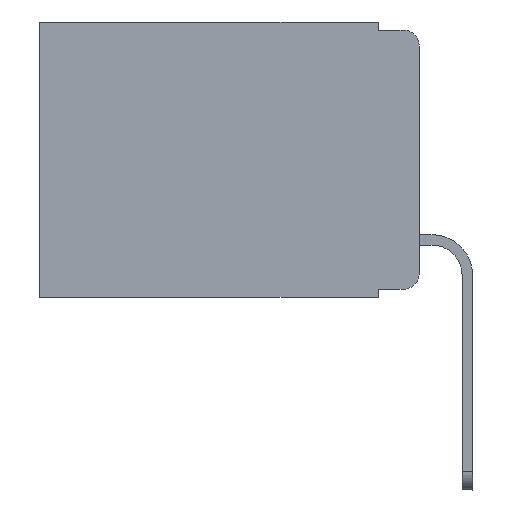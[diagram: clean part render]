
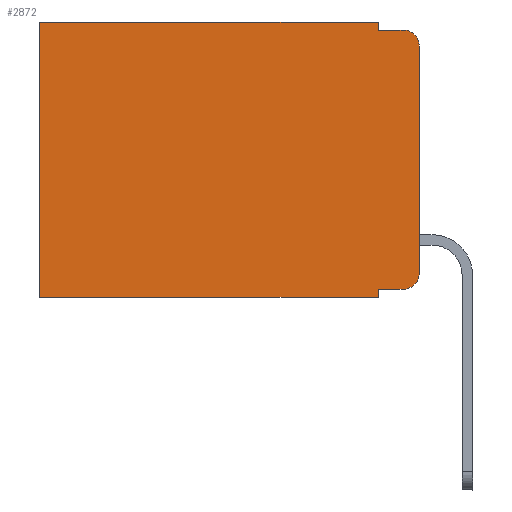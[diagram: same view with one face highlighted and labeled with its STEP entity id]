
A CAD part, left-side view. The second image highlights one B-rep face of the part: STEP entity #2872.
In plain terms, the highlighted planar face has unit normal (-1, 0, 0).
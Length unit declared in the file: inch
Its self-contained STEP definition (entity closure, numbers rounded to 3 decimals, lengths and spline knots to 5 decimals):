
#29 = CARTESIAN_POINT ( 'NONE',  ( 0.298, 0.02, -0.313 ) ) ;
#49 = DIRECTION ( 'NONE',  ( 0., 0., -1. ) ) ;
#80 = VECTOR ( 'NONE', #2211, 39.37008 ) ;
#305 = DIRECTION ( 'NONE',  ( -1., 0., 0. ) ) ;
#403 = DIRECTION ( 'NONE',  ( 0., 0., -1. ) ) ;
#627 = EDGE_CURVE ( 'NONE', #9239, #8482, #5044, .T. ) ;
#876 = CARTESIAN_POINT ( 'NONE',  ( 0.298, 0.473, -0.343 ) ) ;
#976 = ORIENTED_EDGE ( 'NONE', *, *, #9014, .F. ) ;
#991 = ORIENTED_EDGE ( 'NONE', *, *, #5901, .F. ) ;
#1057 = CARTESIAN_POINT ( 'NONE',  ( 0.298, 0.051, -0.343 ) ) ;
#1366 = CARTESIAN_POINT ( 'NONE',  ( 0.298, 0.051, 0. ) ) ;
#1665 = ORIENTED_EDGE ( 'NONE', *, *, #627, .T. ) ;
#1734 = ORIENTED_EDGE ( 'NONE', *, *, #2682, .T. ) ;
#1774 = EDGE_LOOP ( 'NONE', ( #991, #4166, #7743, #10365, #1734, #1665, #976, #10151, #3314, #12072 ) ) ;
#2025 = VERTEX_POINT ( 'NONE', #9493 ) ;
#2030 = CARTESIAN_POINT ( 'NONE',  ( 0.298, 0., -0.343 ) ) ;
#2211 = DIRECTION ( 'NONE',  ( 0., 0., -1. ) ) ;
#2324 = DIRECTION ( 'NONE',  ( 0., -1., 0. ) ) ;
#2373 = CARTESIAN_POINT ( 'NONE',  ( 0.298, 0.02, -0.333 ) ) ;
#2682 = EDGE_CURVE ( 'NONE', #7227, #9239, #10569, .T. ) ;
#2775 = AXIS2_PLACEMENT_3D ( 'NONE', #29, #8648, #9777 ) ;
#2872 = ADVANCED_FACE ( 'NONE', ( #10290 ), #7469, .F. ) ;
#3061 = EDGE_CURVE ( 'NONE', #2025, #7447, #6969, .T. ) ;
#3314 = ORIENTED_EDGE ( 'NONE', *, *, #10507, .T. ) ;
#3350 = VERTEX_POINT ( 'NONE', #10156 ) ;
#3546 = CARTESIAN_POINT ( 'NONE',  ( 0.298, 0.02, -0.01 ) ) ;
#3769 = DIRECTION ( 'NONE',  ( 0., 1., 0. ) ) ;
#3923 = AXIS2_PLACEMENT_3D ( 'NONE', #8804, #305, #8676 ) ;
#4120 = VECTOR ( 'NONE', #8358, 39.37008 ) ;
#4166 = ORIENTED_EDGE ( 'NONE', *, *, #8210, .T. ) ;
#4193 = LINE ( 'NONE', #9593, #8677 ) ;
#4455 = VECTOR ( 'NONE', #403, 39.37008 ) ;
#4481 = VERTEX_POINT ( 'NONE', #9156 ) ;
#4703 = EDGE_CURVE ( 'NONE', #6578, #11198, #4193, .T. ) ;
#4794 = CARTESIAN_POINT ( 'NONE',  ( 0.298, 0., 0. ) ) ;
#5044 = LINE ( 'NONE', #6857, #80 ) ;
#5743 = CARTESIAN_POINT ( 'NONE',  ( 0.298, 0.051, 0. ) ) ;
#5901 = EDGE_CURVE ( 'NONE', #3350, #4481, #9529, .T. ) ;
#5978 = CIRCLE ( 'NONE', #2775, 0.02 ) ;
#6578 = VERTEX_POINT ( 'NONE', #11635 ) ;
#6857 = CARTESIAN_POINT ( 'NONE',  ( 0.298, 0.473, 0. ) ) ;
#6926 = LINE ( 'NONE', #5743, #11781 ) ;
#6969 = LINE ( 'NONE', #7955, #4455 ) ;
#7029 = CARTESIAN_POINT ( 'NONE',  ( 0.298, 0.051, -0.333 ) ) ;
#7227 = VERTEX_POINT ( 'NONE', #1366 ) ;
#7412 = DIRECTION ( 'NONE',  ( 1., 0., 0. ) ) ;
#7447 = VERTEX_POINT ( 'NONE', #1057 ) ;
#7469 = PLANE ( 'NONE',  #7842 ) ;
#7743 = ORIENTED_EDGE ( 'NONE', *, *, #4703, .F. ) ;
#7842 = AXIS2_PLACEMENT_3D ( 'NONE', #8919, #7412, #9925 ) ;
#7896 = CARTESIAN_POINT ( 'NONE',  ( 0.298, 0.473, 0. ) ) ;
#7950 = VECTOR ( 'NONE', #9618, 39.37008 ) ;
#7955 = CARTESIAN_POINT ( 'NONE',  ( 0.298, 0.051, 0. ) ) ;
#8009 = DIRECTION ( 'NONE',  ( 0., -1., 0. ) ) ;
#8172 = VECTOR ( 'NONE', #2324, 39.37008 ) ;
#8210 = EDGE_CURVE ( 'NONE', #3350, #11198, #10922, .T. ) ;
#8358 = DIRECTION ( 'NONE',  ( 0., 0., -1. ) ) ;
#8482 = VERTEX_POINT ( 'NONE', #876 ) ;
#8648 = DIRECTION ( 'NONE',  ( -1., 0., 0. ) ) ;
#8676 = DIRECTION ( 'NONE',  ( 0., 0., -1. ) ) ;
#8677 = VECTOR ( 'NONE', #8009, 39.37008 ) ;
#8741 = CARTESIAN_POINT ( 'NONE',  ( 0.298, 0., 0. ) ) ;
#8769 = LINE ( 'NONE', #2030, #11733 ) ;
#8804 = CARTESIAN_POINT ( 'NONE',  ( 0.298, 0.02, -0.03 ) ) ;
#8919 = CARTESIAN_POINT ( 'NONE',  ( 0.298, 0., 0. ) ) ;
#9014 = EDGE_CURVE ( 'NONE', #7447, #8482, #8769, .T. ) ;
#9156 = CARTESIAN_POINT ( 'NONE',  ( 0.298, 0., -0.313 ) ) ;
#9239 = VERTEX_POINT ( 'NONE', #7896 ) ;
#9493 = CARTESIAN_POINT ( 'NONE',  ( 0.298, 0.051, -0.333 ) ) ;
#9529 = LINE ( 'NONE', #4794, #4120 ) ;
#9593 = CARTESIAN_POINT ( 'NONE',  ( 0.298, 0.051, -0.01 ) ) ;
#9618 = DIRECTION ( 'NONE',  ( 0., 1., 0. ) ) ;
#9635 = VERTEX_POINT ( 'NONE', #2373 ) ;
#9777 = DIRECTION ( 'NONE',  ( 0., 0., -1. ) ) ;
#9925 = DIRECTION ( 'NONE',  ( 0., 0., -1. ) ) ;
#10151 = ORIENTED_EDGE ( 'NONE', *, *, #3061, .F. ) ;
#10156 = CARTESIAN_POINT ( 'NONE',  ( 0.298, 0., -0.03 ) ) ;
#10290 = FACE_OUTER_BOUND ( 'NONE', #1774, .T. ) ;
#10345 = EDGE_CURVE ( 'NONE', #9635, #4481, #5978, .T. ) ;
#10365 = ORIENTED_EDGE ( 'NONE', *, *, #11354, .F. ) ;
#10507 = EDGE_CURVE ( 'NONE', #2025, #9635, #10902, .T. ) ;
#10569 = LINE ( 'NONE', #8741, #7950 ) ;
#10902 = LINE ( 'NONE', #7029, #8172 ) ;
#10922 = CIRCLE ( 'NONE', #3923, 0.02 ) ;
#11198 = VERTEX_POINT ( 'NONE', #3546 ) ;
#11354 = EDGE_CURVE ( 'NONE', #7227, #6578, #6926, .T. ) ;
#11635 = CARTESIAN_POINT ( 'NONE',  ( 0.298, 0.051, -0.01 ) ) ;
#11733 = VECTOR ( 'NONE', #3769, 39.37008 ) ;
#11781 = VECTOR ( 'NONE', #49, 39.37008 ) ;
#12072 = ORIENTED_EDGE ( 'NONE', *, *, #10345, .T. ) ;
